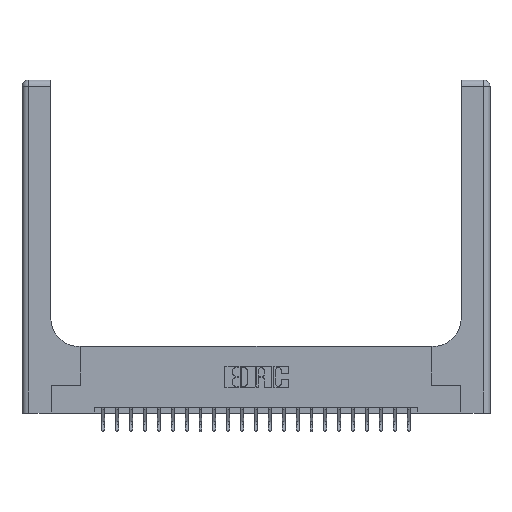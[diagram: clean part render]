
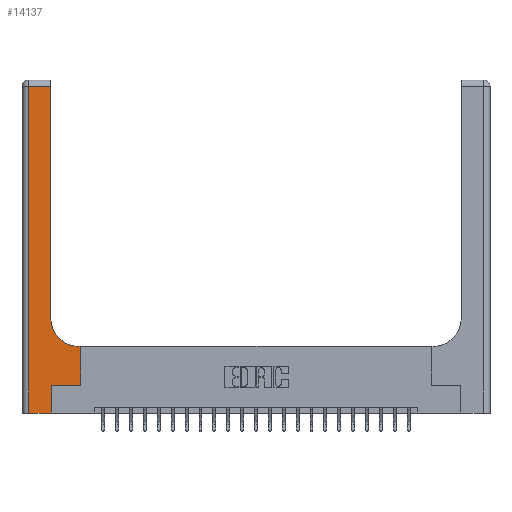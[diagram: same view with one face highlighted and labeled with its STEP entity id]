
A CAD part, top view. The second image highlights one B-rep face of the part: STEP entity #14137.
In plain terms, the highlighted planar face has unit normal (0, 0, 1).
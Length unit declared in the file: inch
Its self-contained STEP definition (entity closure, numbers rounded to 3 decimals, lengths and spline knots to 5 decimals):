
#54 = VERTEX_POINT ( 'NONE', #617 ) ;
#617 = CARTESIAN_POINT ( 'NONE',  ( 0.26, 2.94, 0.37 ) ) ;
#1029 = LINE ( 'NONE', #16130, #19789 ) ;
#1447 = DIRECTION ( 'NONE',  ( 0., 1., 0. ) ) ;
#1451 = VERTEX_POINT ( 'NONE', #2385 ) ;
#1828 = VECTOR ( 'NONE', #1447, 39.37008 ) ;
#1912 = VECTOR ( 'NONE', #4825, 39.37008 ) ;
#2093 = ORIENTED_EDGE ( 'NONE', *, *, #20760, .T. ) ;
#2129 = DIRECTION ( 'NONE',  ( -1., 0., 0. ) ) ;
#2385 = CARTESIAN_POINT ( 'NONE',  ( 0.528, 0.25, 0.37 ) ) ;
#2479 = DIRECTION ( 'NONE',  ( -1., 0., 0. ) ) ;
#2625 = EDGE_CURVE ( 'NONE', #22932, #15749, #7124, .T. ) ;
#2929 = LINE ( 'NONE', #18947, #19570 ) ;
#2936 = DIRECTION ( 'NONE',  ( 0., 1., 0. ) ) ;
#2977 = EDGE_LOOP ( 'NONE', ( #5813, #16532, #18365, #3429, #2093, #20141, #20930, #13235, #13368 ) ) ;
#3222 = DIRECTION ( 'NONE',  ( -1., 0., 0. ) ) ;
#3429 = ORIENTED_EDGE ( 'NONE', *, *, #13041, .T. ) ;
#4024 = PLANE ( 'NONE',  #17510 ) ;
#4088 = CARTESIAN_POINT ( 'NONE',  ( 0.265, 0.25, 0.37 ) ) ;
#4532 = VERTEX_POINT ( 'NONE', #14578 ) ;
#4825 = DIRECTION ( 'NONE',  ( 0., -1., 0. ) ) ;
#5122 = LINE ( 'NONE', #10466, #1828 ) ;
#5305 = LINE ( 'NONE', #21311, #14093 ) ;
#5361 = CARTESIAN_POINT ( 'NONE',  ( 0.06, 2.94, 0.37 ) ) ;
#5630 = VECTOR ( 'NONE', #3222, 39.37008 ) ;
#5813 = ORIENTED_EDGE ( 'NONE', *, *, #18588, .T. ) ;
#5897 = DIRECTION ( 'NONE',  ( 1., 0., 0. ) ) ;
#7124 = CIRCLE ( 'NONE', #7191, 0.25 ) ;
#7191 = AXIS2_PLACEMENT_3D ( 'NONE', #8081, #13524, #16971 ) ;
#7732 = EDGE_CURVE ( 'NONE', #54, #17935, #2929, .T. ) ;
#8081 = CARTESIAN_POINT ( 'NONE',  ( 0.51, 0.85, 0.37 ) ) ;
#8389 = LINE ( 'NONE', #21058, #1912 ) ;
#8875 = DIRECTION ( 'NONE',  ( 1., 0., 0. ) ) ;
#9132 = VECTOR ( 'NONE', #2936, 39.37008 ) ;
#9671 = VERTEX_POINT ( 'NONE', #4088 ) ;
#10466 = CARTESIAN_POINT ( 'NONE',  ( 0.528, 0.25, 0.37 ) ) ;
#10678 = VERTEX_POINT ( 'NONE', #13620 ) ;
#11470 = EDGE_CURVE ( 'NONE', #17935, #4532, #8389, .T. ) ;
#12340 = DIRECTION ( 'NONE',  ( 0., 1., 0. ) ) ;
#13007 = CARTESIAN_POINT ( 'NONE',  ( 0., 0., 0.37 ) ) ;
#13041 = EDGE_CURVE ( 'NONE', #4532, #18083, #18340, .T. ) ;
#13235 = ORIENTED_EDGE ( 'NONE', *, *, #16387, .T. ) ;
#13368 = ORIENTED_EDGE ( 'NONE', *, *, #2625, .T. ) ;
#13500 = CARTESIAN_POINT ( 'NONE',  ( 0.26, 3., 0.37 ) ) ;
#13524 = DIRECTION ( 'NONE',  ( 0., 0., -1. ) ) ;
#13620 = CARTESIAN_POINT ( 'NONE',  ( 0.528, 0.6, 0.37 ) ) ;
#13970 = LINE ( 'NONE', #13500, #9132 ) ;
#14093 = VECTOR ( 'NONE', #8875, 39.37008 ) ;
#14137 = ADVANCED_FACE ( 'NONE', ( #14942 ), #4024, .F. ) ;
#14578 = CARTESIAN_POINT ( 'NONE',  ( 0.06, 0., 0.37 ) ) ;
#14591 = CARTESIAN_POINT ( 'NONE',  ( 0., 3., 0.37 ) ) ;
#14942 = FACE_OUTER_BOUND ( 'NONE', #2977, .T. ) ;
#15564 = CARTESIAN_POINT ( 'NONE',  ( 0.26, 0.6, 0.37 ) ) ;
#15749 = VERTEX_POINT ( 'NONE', #21530 ) ;
#16130 = CARTESIAN_POINT ( 'NONE',  ( 0.265, 0., 0.37 ) ) ;
#16387 = EDGE_CURVE ( 'NONE', #10678, #22932, #22908, .T. ) ;
#16532 = ORIENTED_EDGE ( 'NONE', *, *, #7732, .T. ) ;
#16952 = CARTESIAN_POINT ( 'NONE',  ( 0.51, 0.6, 0.37 ) ) ;
#16971 = DIRECTION ( 'NONE',  ( 1., 0., 0. ) ) ;
#17510 = AXIS2_PLACEMENT_3D ( 'NONE', #14591, #18369, #2129 ) ;
#17935 = VERTEX_POINT ( 'NONE', #5361 ) ;
#18083 = VERTEX_POINT ( 'NONE', #20752 ) ;
#18340 = LINE ( 'NONE', #13007, #22394 ) ;
#18365 = ORIENTED_EDGE ( 'NONE', *, *, #11470, .T. ) ;
#18369 = DIRECTION ( 'NONE',  ( 0., 0., -1. ) ) ;
#18588 = EDGE_CURVE ( 'NONE', #15749, #54, #13970, .T. ) ;
#18947 = CARTESIAN_POINT ( 'NONE',  ( 0., 2.94, 0.37 ) ) ;
#19570 = VECTOR ( 'NONE', #2479, 39.37008 ) ;
#19789 = VECTOR ( 'NONE', #12340, 39.37008 ) ;
#19953 = EDGE_CURVE ( 'NONE', #9671, #1451, #5305, .T. ) ;
#20141 = ORIENTED_EDGE ( 'NONE', *, *, #19953, .T. ) ;
#20752 = CARTESIAN_POINT ( 'NONE',  ( 0.265, 0., 0.37 ) ) ;
#20760 = EDGE_CURVE ( 'NONE', #18083, #9671, #1029, .T. ) ;
#20930 = ORIENTED_EDGE ( 'NONE', *, *, #22792, .T. ) ;
#21058 = CARTESIAN_POINT ( 'NONE',  ( 0.06, 3., 0.37 ) ) ;
#21311 = CARTESIAN_POINT ( 'NONE',  ( 0.265, 0.25, 0.37 ) ) ;
#21530 = CARTESIAN_POINT ( 'NONE',  ( 0.26, 0.85, 0.37 ) ) ;
#22394 = VECTOR ( 'NONE', #5897, 39.37008 ) ;
#22792 = EDGE_CURVE ( 'NONE', #1451, #10678, #5122, .T. ) ;
#22908 = LINE ( 'NONE', #15564, #5630 ) ;
#22932 = VERTEX_POINT ( 'NONE', #16952 ) ;
